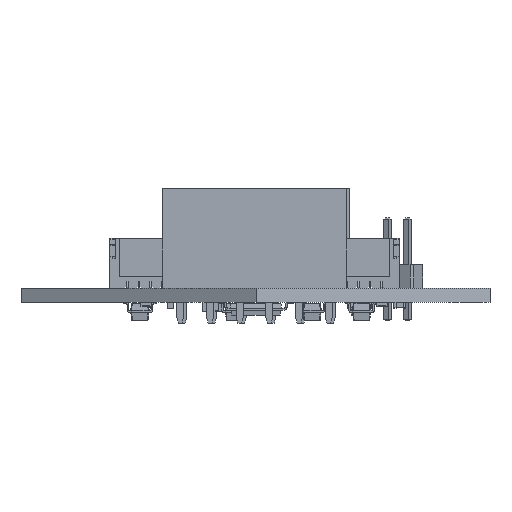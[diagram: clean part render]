
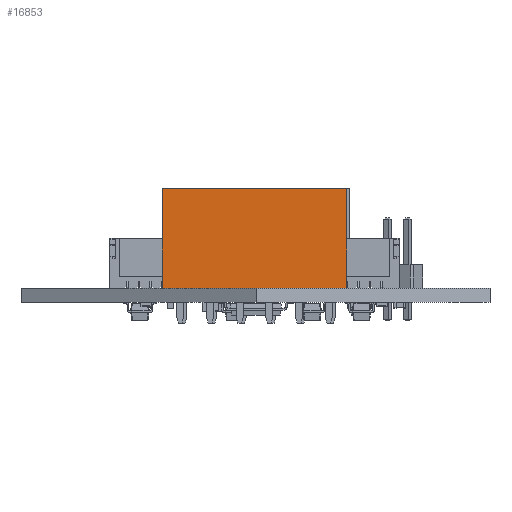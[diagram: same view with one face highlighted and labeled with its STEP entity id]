
A CAD part, front view. The second image highlights one B-rep face of the part: STEP entity #16853.
In plain terms, the highlighted face is planar.
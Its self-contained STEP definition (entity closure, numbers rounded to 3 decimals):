
#14172 = VERTEX_POINT('',#14173);
#14173 = CARTESIAN_POINT('',(-7.87,0.,-2.5));
#14179 = EDGE_CURVE('',#14172,#14180,#14182,.T.);
#14180 = VERTEX_POINT('',#14181);
#14181 = CARTESIAN_POINT('',(-7.87,8.5,-2.5));
#14182 = LINE('',#14183,#14184);
#14183 = CARTESIAN_POINT('',(-7.87,0.,-2.5));
#14184 = VECTOR('',#14185,1.);
#14185 = DIRECTION('',(0.,1.,0.));
#16350 = VERTEX_POINT('',#16351);
#16351 = CARTESIAN_POINT('',(7.87,8.5,-2.5));
#16357 = EDGE_CURVE('',#16358,#16350,#16360,.T.);
#16358 = VERTEX_POINT('',#16359);
#16359 = CARTESIAN_POINT('',(7.87,0.,-2.5));
#16360 = LINE('',#16361,#16362);
#16361 = CARTESIAN_POINT('',(7.87,0.,-2.5));
#16362 = VECTOR('',#16363,1.);
#16363 = DIRECTION('',(0.,1.,0.));
#16400 = EDGE_CURVE('',#14172,#16358,#16401,.T.);
#16401 = LINE('',#16402,#16403);
#16402 = CARTESIAN_POINT('',(-7.87,0.,-2.5));
#16403 = VECTOR('',#16404,1.);
#16404 = DIRECTION('',(1.,0.,0.));
#16433 = EDGE_CURVE('',#14180,#16350,#16434,.T.);
#16434 = LINE('',#16435,#16436);
#16435 = CARTESIAN_POINT('',(-7.87,8.5,-2.5));
#16436 = VECTOR('',#16437,1.);
#16437 = DIRECTION('',(1.,0.,0.));
#16853 = ADVANCED_FACE('',(#16854),#16860,.T.);
#16854 = FACE_BOUND('',#16855,.F.);
#16855 = EDGE_LOOP('',(#16856,#16857,#16858,#16859));
#16856 = ORIENTED_EDGE('',*,*,#14179,.F.);
#16857 = ORIENTED_EDGE('',*,*,#16400,.T.);
#16858 = ORIENTED_EDGE('',*,*,#16357,.T.);
#16859 = ORIENTED_EDGE('',*,*,#16433,.F.);
#16860 = PLANE('',#16861);
#16861 = AXIS2_PLACEMENT_3D('',#16862,#16863,#16864);
#16862 = CARTESIAN_POINT('',(-7.87,0.,-2.5));
#16863 = DIRECTION('',(0.,0.,-1.));
#16864 = DIRECTION('',(0.,1.,0.));
